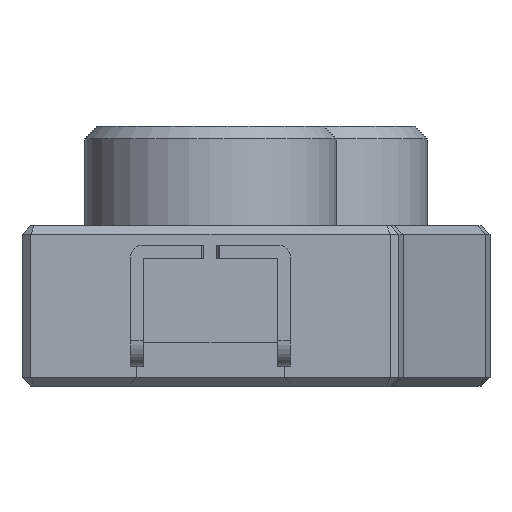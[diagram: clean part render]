
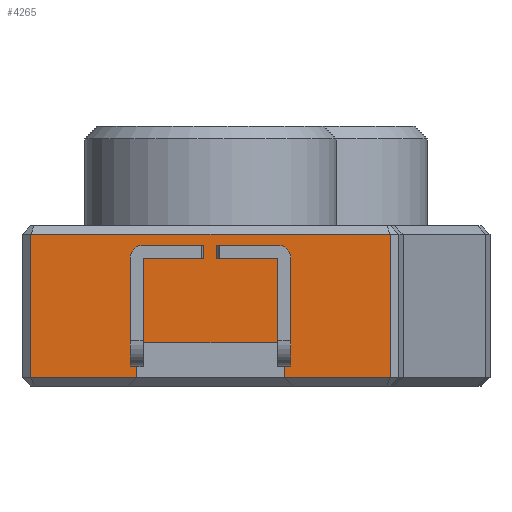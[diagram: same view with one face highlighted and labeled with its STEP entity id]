
A CAD part, left-side view. The second image highlights one B-rep face of the part: STEP entity #4265.
In plain terms, the highlighted planar face has unit normal (-1, 0, 0).
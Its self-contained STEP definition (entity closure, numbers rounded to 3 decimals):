
#367 = PLANE('',#368);
#368 = AXIS2_PLACEMENT_3D('',#369,#370,#371);
#369 = CARTESIAN_POINT('',(-4.975,3.675,-1.25));
#370 = DIRECTION('',(0.707,0.,-0.707));
#371 = DIRECTION('',(-0.,-1.,-0.));
#1835 = VERTEX_POINT('',#1836);
#1836 = CARTESIAN_POINT('',(-5.025,7.825,-1.3));
#1871 = PLANE('',#1872);
#1872 = AXIS2_PLACEMENT_3D('',#1873,#1874,#1875);
#1873 = CARTESIAN_POINT('',(-4.975,7.875,-1.2));
#1874 = DIRECTION('',(-0.707,0.707,0.));
#1875 = DIRECTION('',(-0.,0.,-1.));
#1889 = VERTEX_POINT('',#1890);
#1890 = CARTESIAN_POINT('',(-5.025,3.675,-1.3));
#1925 = PLANE('',#1926);
#1926 = AXIS2_PLACEMENT_3D('',#1927,#1928,#1929);
#1927 = CARTESIAN_POINT('',(-4.975,3.625,-1.2));
#1928 = DIRECTION('',(-0.707,-0.707,0.));
#1929 = DIRECTION('',(0.,-0.,1.));
#1943 = EDGE_CURVE('',#1889,#1835,#1944,.T.);
#1944 = SURFACE_CURVE('',#1945,(#1949,#1956),.PCURVE_S1.);
#1945 = LINE('',#1946,#1947);
#1946 = CARTESIAN_POINT('',(-5.025,3.675,-1.3));
#1947 = VECTOR('',#1948,1.);
#1948 = DIRECTION('',(0.,1.,0.));
#1949 = PCURVE('',#367,#1950);
#1950 = DEFINITIONAL_REPRESENTATION('',(#1951),#1955);
#1951 = LINE('',#1952,#1953);
#1952 = CARTESIAN_POINT('',(-0.,0.071));
#1953 = VECTOR('',#1954,1.);
#1954 = DIRECTION('',(-1.,0.));
#1955 = ( GEOMETRIC_REPRESENTATION_CONTEXT(2) 
PARAMETRIC_REPRESENTATION_CONTEXT() REPRESENTATION_CONTEXT('2D SPACE',''
  ) );
#1956 = PCURVE('',#1957,#1962);
#1957 = PLANE('',#1958);
#1958 = AXIS2_PLACEMENT_3D('',#1959,#1960,#1961);
#1959 = CARTESIAN_POINT('',(-5.025,3.575,-1.2));
#1960 = DIRECTION('',(1.,0.,0.));
#1961 = DIRECTION('',(-0.,1.,0.));
#1962 = DEFINITIONAL_REPRESENTATION('',(#1963),#1967);
#1963 = LINE('',#1964,#1965);
#1964 = CARTESIAN_POINT('',(0.1,-0.1));
#1965 = VECTOR('',#1966,1.);
#1966 = DIRECTION('',(1.,0.));
#1967 = ( GEOMETRIC_REPRESENTATION_CONTEXT(2) 
PARAMETRIC_REPRESENTATION_CONTEXT() REPRESENTATION_CONTEXT('2D SPACE',''
  ) );
#3129 = PLANE('',#3130);
#3130 = AXIS2_PLACEMENT_3D('',#3131,#3132,#3133);
#3131 = CARTESIAN_POINT('',(-4.975,6.6,-3.));
#3132 = DIRECTION('',(0.707,0.,0.707));
#3133 = DIRECTION('',(0.,-1.,-0.));
#3775 = PLANE('',#3776);
#3776 = AXIS2_PLACEMENT_3D('',#3777,#3778,#3779);
#3777 = CARTESIAN_POINT('',(-4.975,3.675,-3.));
#3778 = DIRECTION('',(0.707,0.,0.707));
#3779 = DIRECTION('',(0.,-1.,-0.));
#4173 = VERTEX_POINT('',#4174);
#4174 = CARTESIAN_POINT('',(-5.025,7.825,-2.95));
#4195 = EDGE_CURVE('',#1835,#4173,#4196,.T.);
#4196 = SURFACE_CURVE('',#4197,(#4201,#4208),.PCURVE_S1.);
#4197 = LINE('',#4198,#4199);
#4198 = CARTESIAN_POINT('',(-5.025,7.825,-1.2));
#4199 = VECTOR('',#4200,1.);
#4200 = DIRECTION('',(-0.,-0.,-1.));
#4201 = PCURVE('',#1871,#4202);
#4202 = DEFINITIONAL_REPRESENTATION('',(#4203),#4207);
#4203 = LINE('',#4204,#4205);
#4204 = CARTESIAN_POINT('',(0.,0.071));
#4205 = VECTOR('',#4206,1.);
#4206 = DIRECTION('',(1.,0.));
#4207 = ( GEOMETRIC_REPRESENTATION_CONTEXT(2) 
PARAMETRIC_REPRESENTATION_CONTEXT() REPRESENTATION_CONTEXT('2D SPACE',''
  ) );
#4208 = PCURVE('',#1957,#4209);
#4209 = DEFINITIONAL_REPRESENTATION('',(#4210),#4214);
#4210 = LINE('',#4211,#4212);
#4211 = CARTESIAN_POINT('',(4.25,0.));
#4212 = VECTOR('',#4213,1.);
#4213 = DIRECTION('',(0.,-1.));
#4214 = ( GEOMETRIC_REPRESENTATION_CONTEXT(2) 
PARAMETRIC_REPRESENTATION_CONTEXT() REPRESENTATION_CONTEXT('2D SPACE',''
  ) );
#4222 = VERTEX_POINT('',#4223);
#4223 = CARTESIAN_POINT('',(-5.025,3.675,-2.95));
#4244 = EDGE_CURVE('',#1889,#4222,#4245,.T.);
#4245 = SURFACE_CURVE('',#4246,(#4250,#4257),.PCURVE_S1.);
#4246 = LINE('',#4247,#4248);
#4247 = CARTESIAN_POINT('',(-5.025,3.675,-1.2));
#4248 = VECTOR('',#4249,1.);
#4249 = DIRECTION('',(-0.,-0.,-1.));
#4250 = PCURVE('',#1925,#4251);
#4251 = DEFINITIONAL_REPRESENTATION('',(#4252),#4256);
#4252 = LINE('',#4253,#4254);
#4253 = CARTESIAN_POINT('',(-0.,0.071));
#4254 = VECTOR('',#4255,1.);
#4255 = DIRECTION('',(-1.,0.));
#4256 = ( GEOMETRIC_REPRESENTATION_CONTEXT(2) 
PARAMETRIC_REPRESENTATION_CONTEXT() REPRESENTATION_CONTEXT('2D SPACE',''
  ) );
#4257 = PCURVE('',#1957,#4258);
#4258 = DEFINITIONAL_REPRESENTATION('',(#4259),#4263);
#4259 = LINE('',#4260,#4261);
#4260 = CARTESIAN_POINT('',(0.1,0.));
#4261 = VECTOR('',#4262,1.);
#4262 = DIRECTION('',(0.,-1.));
#4263 = ( GEOMETRIC_REPRESENTATION_CONTEXT(2) 
PARAMETRIC_REPRESENTATION_CONTEXT() REPRESENTATION_CONTEXT('2D SPACE',''
  ) );
#4265 = ADVANCED_FACE('',(#4266),#1957,.F.);
#4266 = FACE_BOUND('',#4267,.F.);
#4267 = EDGE_LOOP('',(#4268,#4269,#4270,#4271,#4294,#4320,#4346,#4372));
#4268 = ORIENTED_EDGE('',*,*,#4195,.F.);
#4269 = ORIENTED_EDGE('',*,*,#1943,.F.);
#4270 = ORIENTED_EDGE('',*,*,#4244,.T.);
#4271 = ORIENTED_EDGE('',*,*,#4272,.T.);
#4272 = EDGE_CURVE('',#4222,#4273,#4275,.T.);
#4273 = VERTEX_POINT('',#4274);
#4274 = CARTESIAN_POINT('',(-5.025,4.9,-2.95));
#4275 = SURFACE_CURVE('',#4276,(#4280,#4287),.PCURVE_S1.);
#4276 = LINE('',#4277,#4278);
#4277 = CARTESIAN_POINT('',(-5.025,3.675,-2.95));
#4278 = VECTOR('',#4279,1.);
#4279 = DIRECTION('',(0.,1.,0.));
#4280 = PCURVE('',#1957,#4281);
#4281 = DEFINITIONAL_REPRESENTATION('',(#4282),#4286);
#4282 = LINE('',#4283,#4284);
#4283 = CARTESIAN_POINT('',(0.1,-1.75));
#4284 = VECTOR('',#4285,1.);
#4285 = DIRECTION('',(1.,0.));
#4286 = ( GEOMETRIC_REPRESENTATION_CONTEXT(2) 
PARAMETRIC_REPRESENTATION_CONTEXT() REPRESENTATION_CONTEXT('2D SPACE',''
  ) );
#4287 = PCURVE('',#3775,#4288);
#4288 = DEFINITIONAL_REPRESENTATION('',(#4289),#4293);
#4289 = LINE('',#4290,#4291);
#4290 = CARTESIAN_POINT('',(-0.,-0.071));
#4291 = VECTOR('',#4292,1.);
#4292 = DIRECTION('',(-1.,0.));
#4293 = ( GEOMETRIC_REPRESENTATION_CONTEXT(2) 
PARAMETRIC_REPRESENTATION_CONTEXT() REPRESENTATION_CONTEXT('2D SPACE',''
  ) );
#4294 = ORIENTED_EDGE('',*,*,#4295,.T.);
#4295 = EDGE_CURVE('',#4273,#4296,#4298,.T.);
#4296 = VERTEX_POINT('',#4297);
#4297 = CARTESIAN_POINT('',(-5.025,4.9,-2.55));
#4298 = SURFACE_CURVE('',#4299,(#4303,#4309),.PCURVE_S1.);
#4299 = LINE('',#4300,#4301);
#4300 = CARTESIAN_POINT('',(-5.025,4.9,-2.125));
#4301 = VECTOR('',#4302,1.);
#4302 = DIRECTION('',(0.,0.,1.));
#4303 = PCURVE('',#1957,#4304);
#4304 = DEFINITIONAL_REPRESENTATION('',(#4305),#4308);
#4305 = B_SPLINE_CURVE_WITH_KNOTS('',1,(#4306,#4307),.UNSPECIFIED.,.F.,
  .F.,(2,2),(-0.925,-0.425),.PIECEWISE_BEZIER_KNOTS.);
#4306 = CARTESIAN_POINT('',(1.325,-1.85));
#4307 = CARTESIAN_POINT('',(1.325,-1.35));
#4308 = ( GEOMETRIC_REPRESENTATION_CONTEXT(2) 
PARAMETRIC_REPRESENTATION_CONTEXT() REPRESENTATION_CONTEXT('2D SPACE',''
  ) );
#4309 = PCURVE('',#4310,#4315);
#4310 = PLANE('',#4311);
#4311 = AXIS2_PLACEMENT_3D('',#4312,#4313,#4314);
#4312 = CARTESIAN_POINT('',(-7.525,4.9,-3.05));
#4313 = DIRECTION('',(0.,1.,0.));
#4314 = DIRECTION('',(1.,0.,0.));
#4315 = DEFINITIONAL_REPRESENTATION('',(#4316),#4319);
#4316 = B_SPLINE_CURVE_WITH_KNOTS('',1,(#4317,#4318),.UNSPECIFIED.,.F.,
  .F.,(2,2),(-0.925,-0.425),.PIECEWISE_BEZIER_KNOTS.);
#4317 = CARTESIAN_POINT('',(2.5,0.));
#4318 = CARTESIAN_POINT('',(2.5,-0.5));
#4319 = ( GEOMETRIC_REPRESENTATION_CONTEXT(2) 
PARAMETRIC_REPRESENTATION_CONTEXT() REPRESENTATION_CONTEXT('2D SPACE',''
  ) );
#4320 = ORIENTED_EDGE('',*,*,#4321,.F.);
#4321 = EDGE_CURVE('',#4322,#4296,#4324,.T.);
#4322 = VERTEX_POINT('',#4323);
#4323 = CARTESIAN_POINT('',(-5.025,6.6,-2.55));
#4324 = SURFACE_CURVE('',#4325,(#4329,#4335),.PCURVE_S1.);
#4325 = LINE('',#4326,#4327);
#4326 = CARTESIAN_POINT('',(-5.025,4.138,-2.55));
#4327 = VECTOR('',#4328,1.);
#4328 = DIRECTION('',(0.,-1.,0.));
#4329 = PCURVE('',#1957,#4330);
#4330 = DEFINITIONAL_REPRESENTATION('',(#4331),#4334);
#4331 = B_SPLINE_CURVE_WITH_KNOTS('',1,(#4332,#4333),.UNSPECIFIED.,.F.,
  .F.,(2,2),(-2.463,-0.763),.PIECEWISE_BEZIER_KNOTS.);
#4332 = CARTESIAN_POINT('',(3.025,-1.35));
#4333 = CARTESIAN_POINT('',(1.325,-1.35));
#4334 = ( GEOMETRIC_REPRESENTATION_CONTEXT(2) 
PARAMETRIC_REPRESENTATION_CONTEXT() REPRESENTATION_CONTEXT('2D SPACE',''
  ) );
#4335 = PCURVE('',#4336,#4341);
#4336 = PLANE('',#4337);
#4337 = AXIS2_PLACEMENT_3D('',#4338,#4339,#4340);
#4338 = CARTESIAN_POINT('',(6.825,4.7,-2.55));
#4339 = DIRECTION('',(0.,0.,1.));
#4340 = DIRECTION('',(0.,1.,0.));
#4341 = DEFINITIONAL_REPRESENTATION('',(#4342),#4345);
#4342 = B_SPLINE_CURVE_WITH_KNOTS('',1,(#4343,#4344),.UNSPECIFIED.,.F.,
  .F.,(2,2),(-2.463,-0.763),.PIECEWISE_BEZIER_KNOTS.);
#4343 = CARTESIAN_POINT('',(1.9,11.85));
#4344 = CARTESIAN_POINT('',(0.2,11.85));
#4345 = ( GEOMETRIC_REPRESENTATION_CONTEXT(2) 
PARAMETRIC_REPRESENTATION_CONTEXT() REPRESENTATION_CONTEXT('2D SPACE',''
  ) );
#4346 = ORIENTED_EDGE('',*,*,#4347,.T.);
#4347 = EDGE_CURVE('',#4322,#4348,#4350,.T.);
#4348 = VERTEX_POINT('',#4349);
#4349 = CARTESIAN_POINT('',(-5.025,6.6,-2.95));
#4350 = SURFACE_CURVE('',#4351,(#4355,#4361),.PCURVE_S1.);
#4351 = LINE('',#4352,#4353);
#4352 = CARTESIAN_POINT('',(-5.025,6.6,-2.125));
#4353 = VECTOR('',#4354,1.);
#4354 = DIRECTION('',(0.,0.,-1.));
#4355 = PCURVE('',#1957,#4356);
#4356 = DEFINITIONAL_REPRESENTATION('',(#4357),#4360);
#4357 = B_SPLINE_CURVE_WITH_KNOTS('',1,(#4358,#4359),.UNSPECIFIED.,.F.,
  .F.,(2,2),(0.425,0.925),.PIECEWISE_BEZIER_KNOTS.);
#4358 = CARTESIAN_POINT('',(3.025,-1.35));
#4359 = CARTESIAN_POINT('',(3.025,-1.85));
#4360 = ( GEOMETRIC_REPRESENTATION_CONTEXT(2) 
PARAMETRIC_REPRESENTATION_CONTEXT() REPRESENTATION_CONTEXT('2D SPACE',''
  ) );
#4361 = PCURVE('',#4362,#4367);
#4362 = PLANE('',#4363);
#4363 = AXIS2_PLACEMENT_3D('',#4364,#4365,#4366);
#4364 = CARTESIAN_POINT('',(-2.525,6.6,-3.05));
#4365 = DIRECTION('',(0.,-1.,0.));
#4366 = DIRECTION('',(-1.,0.,0.));
#4367 = DEFINITIONAL_REPRESENTATION('',(#4368),#4371);
#4368 = B_SPLINE_CURVE_WITH_KNOTS('',1,(#4369,#4370),.UNSPECIFIED.,.F.,
  .F.,(2,2),(0.425,0.925),.PIECEWISE_BEZIER_KNOTS.);
#4369 = CARTESIAN_POINT('',(2.5,-0.5));
#4370 = CARTESIAN_POINT('',(2.5,0.));
#4371 = ( GEOMETRIC_REPRESENTATION_CONTEXT(2) 
PARAMETRIC_REPRESENTATION_CONTEXT() REPRESENTATION_CONTEXT('2D SPACE',''
  ) );
#4372 = ORIENTED_EDGE('',*,*,#4373,.T.);
#4373 = EDGE_CURVE('',#4348,#4173,#4374,.T.);
#4374 = SURFACE_CURVE('',#4375,(#4379,#4386),.PCURVE_S1.);
#4375 = LINE('',#4376,#4377);
#4376 = CARTESIAN_POINT('',(-5.025,6.6,-2.95));
#4377 = VECTOR('',#4378,1.);
#4378 = DIRECTION('',(0.,1.,0.));
#4379 = PCURVE('',#1957,#4380);
#4380 = DEFINITIONAL_REPRESENTATION('',(#4381),#4385);
#4381 = LINE('',#4382,#4383);
#4382 = CARTESIAN_POINT('',(3.025,-1.75));
#4383 = VECTOR('',#4384,1.);
#4384 = DIRECTION('',(1.,0.));
#4385 = ( GEOMETRIC_REPRESENTATION_CONTEXT(2) 
PARAMETRIC_REPRESENTATION_CONTEXT() REPRESENTATION_CONTEXT('2D SPACE',''
  ) );
#4386 = PCURVE('',#3129,#4387);
#4387 = DEFINITIONAL_REPRESENTATION('',(#4388),#4392);
#4388 = LINE('',#4389,#4390);
#4389 = CARTESIAN_POINT('',(-0.,-0.071));
#4390 = VECTOR('',#4391,1.);
#4391 = DIRECTION('',(-1.,0.));
#4392 = ( GEOMETRIC_REPRESENTATION_CONTEXT(2) 
PARAMETRIC_REPRESENTATION_CONTEXT() REPRESENTATION_CONTEXT('2D SPACE',''
  ) );
